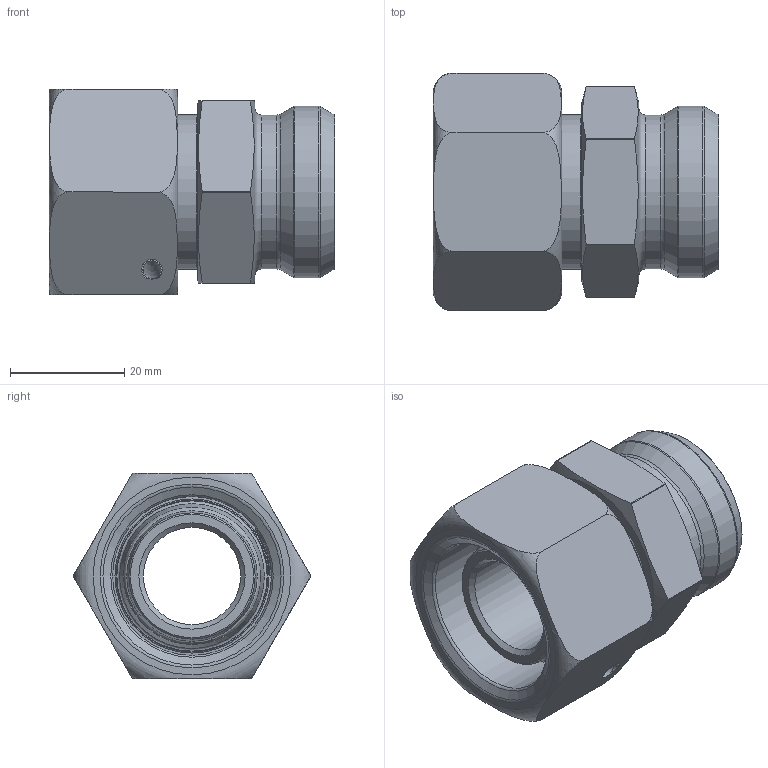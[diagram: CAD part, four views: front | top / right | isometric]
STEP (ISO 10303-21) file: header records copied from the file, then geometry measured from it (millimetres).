
FILE_DESCRIPTION(/* description */ (''),/* implementation_level */ '2;1');
FILE_NAME(/* name */ 'GDA22.stp',/* time_stamp */ '2025-01-17T07:31:54+01:00',/* author */ (''),/* organization */ (''),/* preprocessor_version */ 'ST-DEVELOPER v16',/* originating_system */ 'SIEMENS PLM Software NX 10.0',/* authorisation */ '');
FILE_SCHEMA (('CONFIG_CONTROL_DESIGN'));
Length unit declared in the file: millimetre
Products named in the file (5): X-MT20; X-ST20; X-OR-22; X-GDA22_MODEL; GDA22
Assembly tree (4 placements, depth 3):
  GDA22
    X-GDA22_MODEL
      X-MT20
    X-OR-22
    X-ST20
Bounding box: 50 x 41.57 x 36 mm (x, y, z)
Volume: 28329.8 mm3; surface area: 14899 mm2
Topology: 4 solids, 4 shells, 263 faces, 700 edges, 460 vertices
Faces by surface type: plane 193, torus 20, cylinder 16, extrusion 16, cone 13, bspline 4, revolution 1
Full cylindrical faces by diameter (mm): 3.2 x1, 17 x1, 22.22 x1, 26.9 x1, 26.955 x2, 27.245 x1, 27.8 x1, 30 x1
Entity records: 9644 total; most frequent: CARTESIAN_POINT 3591, ORIENTED_EDGE 1280, DIRECTION 815, EDGE_CURVE 640, VERTEX_POINT 443, B_SPLINE_CURVE_WITH_KNOTS 409, EDGE_LOOP 326, AXIS2_PLACEMENT_3D 303
